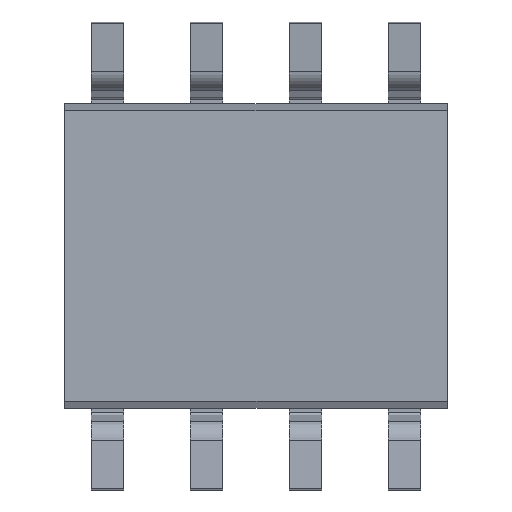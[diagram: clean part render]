
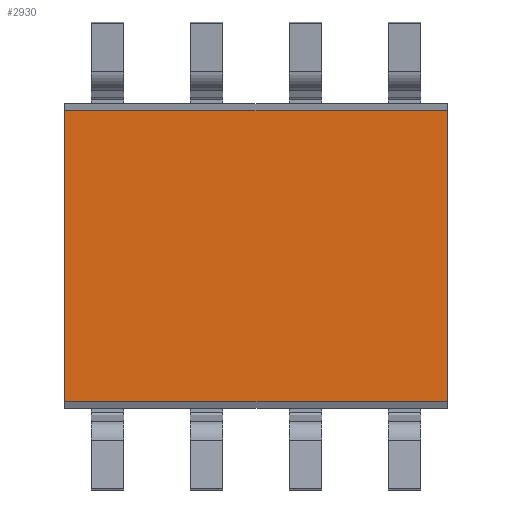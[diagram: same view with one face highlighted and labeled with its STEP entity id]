
A CAD part, front view. The second image highlights one B-rep face of the part: STEP entity #2930.
In plain terms, the highlighted planar face has unit normal (0, -1, 0).
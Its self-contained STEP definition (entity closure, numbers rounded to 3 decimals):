
#351 = CARTESIAN_POINT ( 'NONE',  ( 2.45, 0.25, 1.86 ) ) ;
#370 = ORIENTED_EDGE ( 'NONE', *, *, #1949, .T. ) ;
#490 = LINE ( 'NONE', #2125, #1065 ) ;
#651 = VERTEX_POINT ( 'NONE', #351 ) ;
#862 = DIRECTION ( 'NONE',  ( 0., 0., 1. ) ) ;
#910 = PLANE ( 'NONE',  #2397 ) ;
#1065 = VECTOR ( 'NONE', #2745, 1000. ) ;
#1134 = ORIENTED_EDGE ( 'NONE', *, *, #1343, .F. ) ;
#1160 = DIRECTION ( 'NONE',  ( 0., -1., 0. ) ) ;
#1253 = VECTOR ( 'NONE', #1950, 1000. ) ;
#1343 = EDGE_CURVE ( 'NONE', #3334, #2079, #2052, .T. ) ;
#1678 = VERTEX_POINT ( 'NONE', #1998 ) ;
#1737 = CARTESIAN_POINT ( 'NONE',  ( -2.45, 0.25, -1.86 ) ) ;
#1949 = EDGE_CURVE ( 'NONE', #3334, #1678, #490, .T. ) ;
#1950 = DIRECTION ( 'NONE',  ( -1., 0., 0. ) ) ;
#1998 = CARTESIAN_POINT ( 'NONE',  ( 2.45, 0.25, -1.86 ) ) ;
#2040 = EDGE_CURVE ( 'NONE', #1678, #651, #2091, .T. ) ;
#2052 = LINE ( 'NONE', #2741, #2783 ) ;
#2079 = VERTEX_POINT ( 'NONE', #2500 ) ;
#2091 = LINE ( 'NONE', #4046, #3408 ) ;
#2125 = CARTESIAN_POINT ( 'NONE',  ( -2.45, 0.25, -1.86 ) ) ;
#2141 = DIRECTION ( 'NONE',  ( 0., 0., -1. ) ) ;
#2177 = DIRECTION ( 'NONE',  ( 0., 0., 1. ) ) ;
#2305 = ORIENTED_EDGE ( 'NONE', *, *, #2597, .T. ) ;
#2397 = AXIS2_PLACEMENT_3D ( 'NONE', #2747, #1160, #2141 ) ;
#2500 = CARTESIAN_POINT ( 'NONE',  ( -2.45, 0.25, 1.86 ) ) ;
#2597 = EDGE_CURVE ( 'NONE', #651, #2079, #2824, .T. ) ;
#2741 = CARTESIAN_POINT ( 'NONE',  ( -2.45, 0.25, 1.86 ) ) ;
#2745 = DIRECTION ( 'NONE',  ( 1., 0., 0. ) ) ;
#2747 = CARTESIAN_POINT ( 'NONE',  ( 0., 0.25, 0. ) ) ;
#2783 = VECTOR ( 'NONE', #862, 1000. ) ;
#2824 = LINE ( 'NONE', #2928, #1253 ) ;
#2928 = CARTESIAN_POINT ( 'NONE',  ( 2.45, 0.25, 1.86 ) ) ;
#2930 = ADVANCED_FACE ( 'NONE', ( #3921 ), #910, .T. ) ;
#3071 = EDGE_LOOP ( 'NONE', ( #370, #3685, #2305, #1134 ) ) ;
#3334 = VERTEX_POINT ( 'NONE', #1737 ) ;
#3408 = VECTOR ( 'NONE', #2177, 1000. ) ;
#3685 = ORIENTED_EDGE ( 'NONE', *, *, #2040, .T. ) ;
#3921 = FACE_OUTER_BOUND ( 'NONE', #3071, .T. ) ;
#4046 = CARTESIAN_POINT ( 'NONE',  ( 2.45, 0.25, 1.86 ) ) ;
